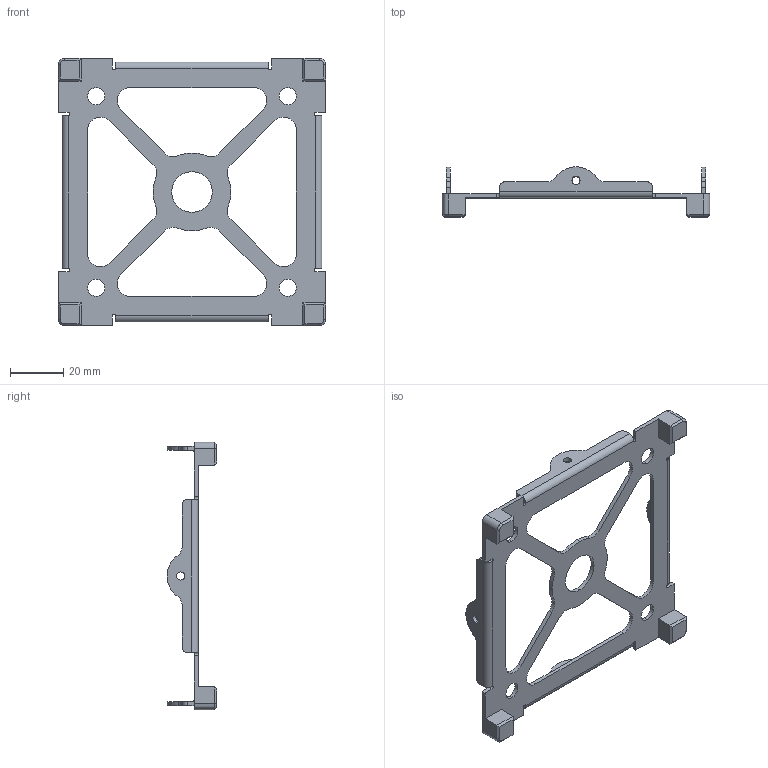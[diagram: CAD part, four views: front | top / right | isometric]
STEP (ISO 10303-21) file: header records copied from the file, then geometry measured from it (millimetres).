
FILE_DESCRIPTION (( 'STEP AP214' ), '1' );
FILE_NAME ('top.STEP', '2020-11-14T06:22:19', ( '' ), ( '' ), 'SwSTEP 2.0', 'SolidWorks 2020', '' );
FILE_SCHEMA (( 'AUTOMOTIVE_DESIGN' ));
Length unit declared in the file: millimetre
Products named in the file (1): top
Bounding box: 100 x 18.54 x 100 mm (x, y, z)
Volume: 11405.6 mm3; surface area: 15122.3 mm2
Topology: 1 solids, 1 shells, 171 faces, 487 edges, 318 vertices
Faces by surface type: cylinder 85, plane 82, cone 4
Entity records: 5681 total; most frequent: DIRECTION 1005, CARTESIAN_POINT 977, ORIENTED_EDGE 974, EDGE_CURVE 487, AXIS2_PLACEMENT_3D 346, VERTEX_POINT 318, LINE 313, VECTOR 313
